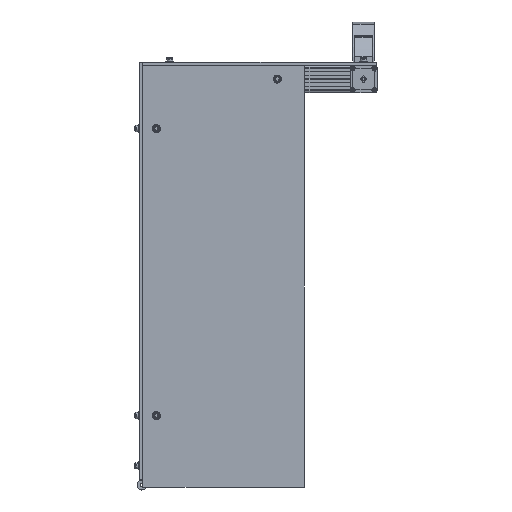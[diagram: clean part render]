
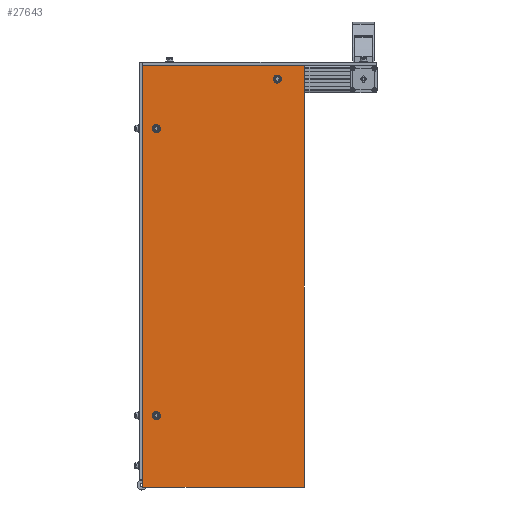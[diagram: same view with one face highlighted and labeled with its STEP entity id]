
A CAD part, left-side view. The second image highlights one B-rep face of the part: STEP entity #27643.
In plain terms, the highlighted face is planar.
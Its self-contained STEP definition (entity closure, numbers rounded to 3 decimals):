
#201 = DIRECTION ( 'NONE',  ( 1., 0., 0. ) ) ;
#448 = CARTESIAN_POINT ( 'NONE',  ( -167.25, -15., -2. ) ) ;
#653 = CARTESIAN_POINT ( 'NONE',  ( -165., -15., -2. ) ) ;
#1360 = EDGE_CURVE ( 'NONE', #15610, #17152, #27012, .T. ) ;
#1412 = DIRECTION ( 'NONE',  ( 1., 0., 0. ) ) ;
#2341 = CARTESIAN_POINT ( 'NONE',  ( -162.75, -15., -2. ) ) ;
#2356 = VERTEX_POINT ( 'NONE', #9282 ) ;
#2392 = PLANE ( 'NONE',  #26632 ) ;
#2786 = DIRECTION ( 'NONE',  ( 0., 0., 1. ) ) ;
#3239 = CIRCLE ( 'NONE', #10975, 2.25 ) ;
#3317 = LINE ( 'NONE', #27535, #23710 ) ;
#3322 = CARTESIAN_POINT ( 'NONE',  ( -220., -150., -2. ) ) ;
#3607 = AXIS2_PLACEMENT_3D ( 'NONE', #3322, #14821, #27967 ) ;
#3609 = FACE_OUTER_BOUND ( 'NONE', #27767, .T. ) ;
#3952 = ORIENTED_EDGE ( 'NONE', *, *, #15582, .T. ) ;
#4360 = ORIENTED_EDGE ( 'NONE', *, *, #6129, .T. ) ;
#5017 = VERTEX_POINT ( 'NONE', #23385 ) ;
#5273 = DIRECTION ( 'NONE',  ( 1., 0., 0. ) ) ;
#5594 = VERTEX_POINT ( 'NONE', #448 ) ;
#5721 = FACE_BOUND ( 'NONE', #22772, .T. ) ;
#5946 = LINE ( 'NONE', #28589, #14454 ) ;
#6129 = EDGE_CURVE ( 'NONE', #7073, #23915, #9080, .T. ) ;
#6674 = DIRECTION ( 'NONE',  ( 0., 0., 1. ) ) ;
#6947 = CARTESIAN_POINT ( 'NONE',  ( 155., -15., -2. ) ) ;
#7073 = VERTEX_POINT ( 'NONE', #28207 ) ;
#7291 = DIRECTION ( 'NONE',  ( 0., 0., 1. ) ) ;
#7463 = CARTESIAN_POINT ( 'NONE',  ( 152.75, -15., -2. ) ) ;
#7482 = AXIS2_PLACEMENT_3D ( 'NONE', #12653, #28147, #1412 ) ;
#7522 = AXIS2_PLACEMENT_3D ( 'NONE', #6947, #6674, #5273 ) ;
#7948 = CARTESIAN_POINT ( 'NONE',  ( -217.75, -150., -2. ) ) ;
#8651 = CIRCLE ( 'NONE', #13007, 2.25 ) ;
#9080 = CIRCLE ( 'NONE', #7482, 2.25 ) ;
#9203 = EDGE_CURVE ( 'NONE', #5017, #2356, #12637, .T. ) ;
#9282 = CARTESIAN_POINT ( 'NONE',  ( -235., -180., -2. ) ) ;
#9735 = ORIENTED_EDGE ( 'NONE', *, *, #9203, .F. ) ;
#9850 = EDGE_CURVE ( 'NONE', #2356, #20310, #3317, .T. ) ;
#10975 = AXIS2_PLACEMENT_3D ( 'NONE', #16299, #2786, #20886 ) ;
#11651 = CARTESIAN_POINT ( 'NONE',  ( 0., 0., -2. ) ) ;
#11727 = DIRECTION ( 'NONE',  ( 0., -1., 0. ) ) ;
#11795 = ORIENTED_EDGE ( 'NONE', *, *, #14596, .T. ) ;
#11851 = EDGE_CURVE ( 'NONE', #12549, #5017, #24676, .T. ) ;
#12549 = VERTEX_POINT ( 'NONE', #28875 ) ;
#12637 = LINE ( 'NONE', #18854, #12978 ) ;
#12653 = CARTESIAN_POINT ( 'NONE',  ( -220., -150., -2. ) ) ;
#12978 = VECTOR ( 'NONE', #11727, 1000. ) ;
#13007 = AXIS2_PLACEMENT_3D ( 'NONE', #653, #16469, #14308 ) ;
#13025 = ORIENTED_EDGE ( 'NONE', *, *, #17596, .T. ) ;
#13795 = ORIENTED_EDGE ( 'NONE', *, *, #14141, .T. ) ;
#14141 = EDGE_CURVE ( 'NONE', #5594, #14279, #8651, .T. ) ;
#14279 = VERTEX_POINT ( 'NONE', #2341 ) ;
#14308 = DIRECTION ( 'NONE',  ( 1., 0., 0. ) ) ;
#14395 = EDGE_LOOP ( 'NONE', ( #13025, #13795 ) ) ;
#14454 = VECTOR ( 'NONE', #15252, 1000. ) ;
#14596 = EDGE_CURVE ( 'NONE', #23915, #7073, #17749, .T. ) ;
#14804 = ORIENTED_EDGE ( 'NONE', *, *, #28843, .F. ) ;
#14821 = DIRECTION ( 'NONE',  ( 0., 0., 1. ) ) ;
#14988 = EDGE_LOOP ( 'NONE', ( #22836, #3952 ) ) ;
#15252 = DIRECTION ( 'NONE',  ( 0., 1., 0. ) ) ;
#15582 = EDGE_CURVE ( 'NONE', #17152, #15610, #3239, .T. ) ;
#15610 = VERTEX_POINT ( 'NONE', #16700 ) ;
#16299 = CARTESIAN_POINT ( 'NONE',  ( 155., -15., -2. ) ) ;
#16469 = DIRECTION ( 'NONE',  ( 0., 0., 1. ) ) ;
#16591 = CARTESIAN_POINT ( 'NONE',  ( -165., -15., -2. ) ) ;
#16700 = CARTESIAN_POINT ( 'NONE',  ( 157.25, -15., -2. ) ) ;
#17152 = VERTEX_POINT ( 'NONE', #7463 ) ;
#17596 = EDGE_CURVE ( 'NONE', #14279, #5594, #23120, .T. ) ;
#17688 = VECTOR ( 'NONE', #28690, 1000. ) ;
#17749 = CIRCLE ( 'NONE', #3607, 2.25 ) ;
#18568 = AXIS2_PLACEMENT_3D ( 'NONE', #16591, #7291, #23125 ) ;
#18854 = CARTESIAN_POINT ( 'NONE',  ( -235., 0., -2. ) ) ;
#19443 = ORIENTED_EDGE ( 'NONE', *, *, #9850, .F. ) ;
#20310 = VERTEX_POINT ( 'NONE', #26257 ) ;
#20886 = DIRECTION ( 'NONE',  ( 1., 0., 0. ) ) ;
#21288 = DIRECTION ( 'NONE',  ( 1., 0., 0. ) ) ;
#21775 = CARTESIAN_POINT ( 'NONE',  ( -235., 0., -2. ) ) ;
#22772 = EDGE_LOOP ( 'NONE', ( #11795, #4360 ) ) ;
#22836 = ORIENTED_EDGE ( 'NONE', *, *, #1360, .T. ) ;
#22963 = FACE_BOUND ( 'NONE', #14988, .T. ) ;
#23120 = CIRCLE ( 'NONE', #18568, 2.25 ) ;
#23125 = DIRECTION ( 'NONE',  ( 1., 0., 0. ) ) ;
#23385 = CARTESIAN_POINT ( 'NONE',  ( -235., 0., -2. ) ) ;
#23710 = VECTOR ( 'NONE', #21288, 1000. ) ;
#23915 = VERTEX_POINT ( 'NONE', #7948 ) ;
#23959 = ORIENTED_EDGE ( 'NONE', *, *, #11851, .F. ) ;
#24336 = FACE_BOUND ( 'NONE', #14395, .T. ) ;
#24676 = LINE ( 'NONE', #21775, #17688 ) ;
#25003 = DIRECTION ( 'NONE',  ( 0., 0., 1. ) ) ;
#26257 = CARTESIAN_POINT ( 'NONE',  ( 235., -180., -2. ) ) ;
#26632 = AXIS2_PLACEMENT_3D ( 'NONE', #11651, #25003, #201 ) ;
#27012 = CIRCLE ( 'NONE', #7522, 2.25 ) ;
#27535 = CARTESIAN_POINT ( 'NONE',  ( -235., -180., -2. ) ) ;
#27643 = ADVANCED_FACE ( 'NONE', ( #5721, #22963, #24336, #3609 ), #2392, .F. ) ;
#27767 = EDGE_LOOP ( 'NONE', ( #9735, #23959, #14804, #19443 ) ) ;
#27967 = DIRECTION ( 'NONE',  ( 1., 0., 0. ) ) ;
#28147 = DIRECTION ( 'NONE',  ( 0., 0., 1. ) ) ;
#28207 = CARTESIAN_POINT ( 'NONE',  ( -222.25, -150., -2. ) ) ;
#28589 = CARTESIAN_POINT ( 'NONE',  ( 235., 0., -2. ) ) ;
#28690 = DIRECTION ( 'NONE',  ( -1., 0., 0. ) ) ;
#28843 = EDGE_CURVE ( 'NONE', #20310, #12549, #5946, .T. ) ;
#28875 = CARTESIAN_POINT ( 'NONE',  ( 235., 0., -2. ) ) ;
